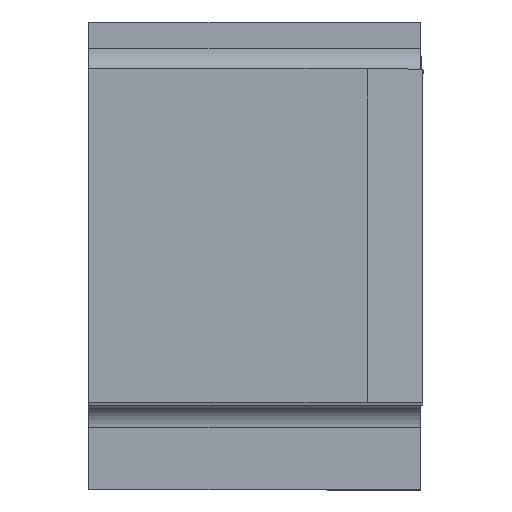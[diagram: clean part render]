
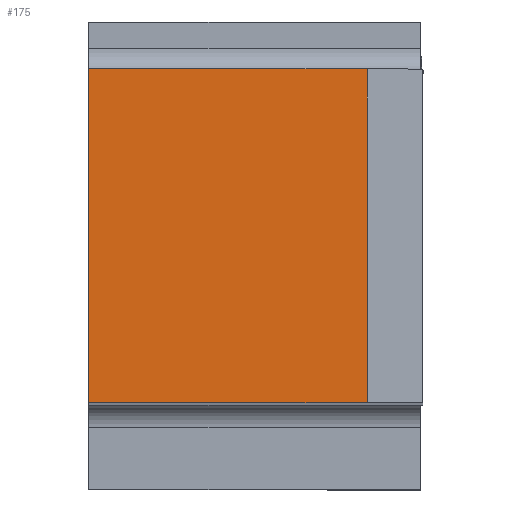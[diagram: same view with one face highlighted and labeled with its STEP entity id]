
A CAD part, top view. The second image highlights one B-rep face of the part: STEP entity #175.
In plain terms, the highlighted planar face has unit normal (0, 0, 1).
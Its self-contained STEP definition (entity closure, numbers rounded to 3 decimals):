
#175=ADVANCED_FACE('CU_BACK_SU1',(#292),#250,.F.);
#250=PLANE('',#1644);
#292=FACE_OUTER_BOUND('',#369,.T.);
#369=EDGE_LOOP('',(#809,#810,#811,#812));
#437=LINE('',#2208,#576);
#460=LINE('',#2277,#599);
#468=LINE('',#2296,#607);
#488=LINE('',#2372,#627);
#576=VECTOR('',#1771,1.);
#599=VECTOR('',#1820,1.);
#607=VECTOR('',#1834,1.);
#627=VECTOR('',#1880,1.);
#809=ORIENTED_EDGE('',*,*,#1310,.T.);
#810=ORIENTED_EDGE('',*,*,#1349,.T.);
#811=ORIENTED_EDGE('',*,*,#1320,.T.);
#812=ORIENTED_EDGE('',*,*,#1280,.F.);
#1142=VERTEX_POINT('',#2207);
#1143=VERTEX_POINT('',#2209);
#1164=VERTEX_POINT('',#2275);
#1170=VERTEX_POINT('',#2288);
#1280=EDGE_CURVE('',#1142,#1143,#437,.T.);
#1310=EDGE_CURVE('',#1142,#1164,#460,.T.);
#1320=EDGE_CURVE('',#1170,#1143,#468,.T.);
#1349=EDGE_CURVE('',#1164,#1170,#488,.T.);
#1644=AXIS2_PLACEMENT_3D('',#2373,#1881,#1882);
#1771=DIRECTION('',(0.,1.,0.));
#1820=DIRECTION('',(1.,0.,0.));
#1834=DIRECTION('',(-1.,0.,0.));
#1880=DIRECTION('',(0.,1.,0.));
#1881=DIRECTION('',(0.,0.,-1.));
#1882=DIRECTION('',(-1.,0.,0.));
#2207=CARTESIAN_POINT('',(0.,0.,0.));
#2208=CARTESIAN_POINT('',(0.,31.925,0.));
#2209=CARTESIAN_POINT('',(0.,11.925,0.));
#2275=CARTESIAN_POINT('',(9.942,0.,0.));
#2277=CARTESIAN_POINT('',(34.549,0.,0.));
#2288=CARTESIAN_POINT('',(9.942,11.925,0.));
#2296=CARTESIAN_POINT('',(34.549,11.925,0.));
#2372=CARTESIAN_POINT('',(9.942,0.,0.));
#2373=CARTESIAN_POINT('',(34.549,31.925,0.));
